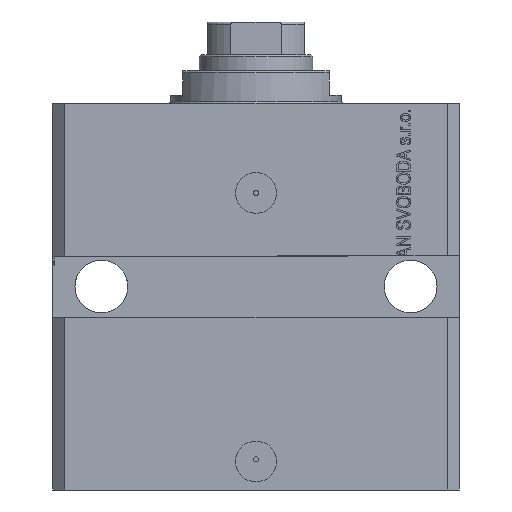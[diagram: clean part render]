
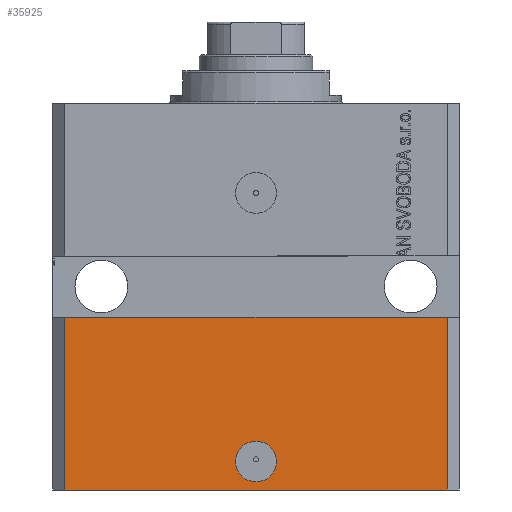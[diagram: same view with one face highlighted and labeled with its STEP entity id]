
A CAD part, front view. The second image highlights one B-rep face of the part: STEP entity #35925.
In plain terms, the highlighted planar face has unit normal (0, -1, 0).
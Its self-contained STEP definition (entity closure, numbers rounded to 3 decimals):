
#148 = CIRCLE ( 'NONE', #25043, 5. ) ;
#376 = EDGE_CURVE ( 'NONE', #1538, #41919, #7603, .T. ) ;
#947 = LINE ( 'NONE', #26988, #7876 ) ;
#1538 = VERTEX_POINT ( 'NONE', #23545 ) ;
#1567 = EDGE_CURVE ( 'NONE', #12250, #41919, #2142, .T. ) ;
#2142 = LINE ( 'NONE', #17924, #37830 ) ;
#2284 = LINE ( 'NONE', #31484, #43172 ) ;
#3416 = CIRCLE ( 'NONE', #37604, 5. ) ;
#3585 = CARTESIAN_POINT ( 'NONE',  ( 0., -37.5, -88. ) ) ;
#4699 = DIRECTION ( 'NONE',  ( 0., -1., 0. ) ) ;
#5409 = CARTESIAN_POINT ( 'NONE',  ( -47., -37.5, -95. ) ) ;
#6074 = ORIENTED_EDGE ( 'NONE', *, *, #12136, .F. ) ;
#7472 = DIRECTION ( 'NONE',  ( 0., -1., 0. ) ) ;
#7603 = LINE ( 'NONE', #11026, #42461 ) ;
#7876 = VECTOR ( 'NONE', #45748, 1000. ) ;
#8822 = FACE_OUTER_BOUND ( 'NONE', #28296, .T. ) ;
#9341 = DIRECTION ( 'NONE',  ( 0., 0., 1. ) ) ;
#9684 = VERTEX_POINT ( 'NONE', #42763 ) ;
#10386 = DIRECTION ( 'NONE',  ( 1., 0., 0. ) ) ;
#10863 = CARTESIAN_POINT ( 'NONE',  ( 0., -37.5, -88. ) ) ;
#11026 = CARTESIAN_POINT ( 'NONE',  ( 47., -37.5, -95. ) ) ;
#11608 = CARTESIAN_POINT ( 'NONE',  ( -47., -37.5, -95. ) ) ;
#12136 = EDGE_CURVE ( 'NONE', #21322, #12250, #2284, .T. ) ;
#12250 = VERTEX_POINT ( 'NONE', #35530 ) ;
#17924 = CARTESIAN_POINT ( 'NONE',  ( -50., -37.5, -52.5 ) ) ;
#20003 = DIRECTION ( 'NONE',  ( 1., 0., 0. ) ) ;
#21322 = VERTEX_POINT ( 'NONE', #11608 ) ;
#22308 = DIRECTION ( 'NONE',  ( 1., 0., 0. ) ) ;
#22429 = VERTEX_POINT ( 'NONE', #25201 ) ;
#22533 = ORIENTED_EDGE ( 'NONE', *, *, #1567, .F. ) ;
#23545 = CARTESIAN_POINT ( 'NONE',  ( 47., -37.5, -95. ) ) ;
#23651 = PLANE ( 'NONE',  #30607 ) ;
#24718 = ORIENTED_EDGE ( 'NONE', *, *, #35387, .F. ) ;
#25043 = AXIS2_PLACEMENT_3D ( 'NONE', #10863, #36657, #10386 ) ;
#25201 = CARTESIAN_POINT ( 'NONE',  ( -5., -37.5, -88. ) ) ;
#26988 = CARTESIAN_POINT ( 'NONE',  ( -47., -37.5, -95. ) ) ;
#27149 = ORIENTED_EDGE ( 'NONE', *, *, #44691, .F. ) ;
#28296 = EDGE_LOOP ( 'NONE', ( #22533, #6074, #34389, #33806 ) ) ;
#30376 = EDGE_CURVE ( 'NONE', #21322, #1538, #947, .T. ) ;
#30607 = AXIS2_PLACEMENT_3D ( 'NONE', #5409, #4699, #20003 ) ;
#31446 = FACE_BOUND ( 'NONE', #38365, .T. ) ;
#31484 = CARTESIAN_POINT ( 'NONE',  ( -47., -37.5, -95. ) ) ;
#33806 = ORIENTED_EDGE ( 'NONE', *, *, #376, .T. ) ;
#34389 = ORIENTED_EDGE ( 'NONE', *, *, #30376, .T. ) ;
#35387 = EDGE_CURVE ( 'NONE', #22429, #9684, #148, .T. ) ;
#35530 = CARTESIAN_POINT ( 'NONE',  ( -47., -37.5, -52.5 ) ) ;
#35925 = ADVANCED_FACE ( 'NONE', ( #31446, #8822 ), #23651, .T. ) ;
#36657 = DIRECTION ( 'NONE',  ( 0., -1., 0. ) ) ;
#37604 = AXIS2_PLACEMENT_3D ( 'NONE', #3585, #7472, #22308 ) ;
#37830 = VECTOR ( 'NONE', #47665, 1000. ) ;
#38365 = EDGE_LOOP ( 'NONE', ( #27149, #24718 ) ) ;
#40957 = DIRECTION ( 'NONE',  ( 0., 0., 1. ) ) ;
#41919 = VERTEX_POINT ( 'NONE', #45114 ) ;
#42461 = VECTOR ( 'NONE', #40957, 1000. ) ;
#42763 = CARTESIAN_POINT ( 'NONE',  ( 5., -37.5, -88. ) ) ;
#43172 = VECTOR ( 'NONE', #9341, 1000. ) ;
#44691 = EDGE_CURVE ( 'NONE', #9684, #22429, #3416, .T. ) ;
#45114 = CARTESIAN_POINT ( 'NONE',  ( 47., -37.5, -52.5 ) ) ;
#45748 = DIRECTION ( 'NONE',  ( 1., 0., 0. ) ) ;
#47665 = DIRECTION ( 'NONE',  ( 1., 0., 0. ) ) ;
